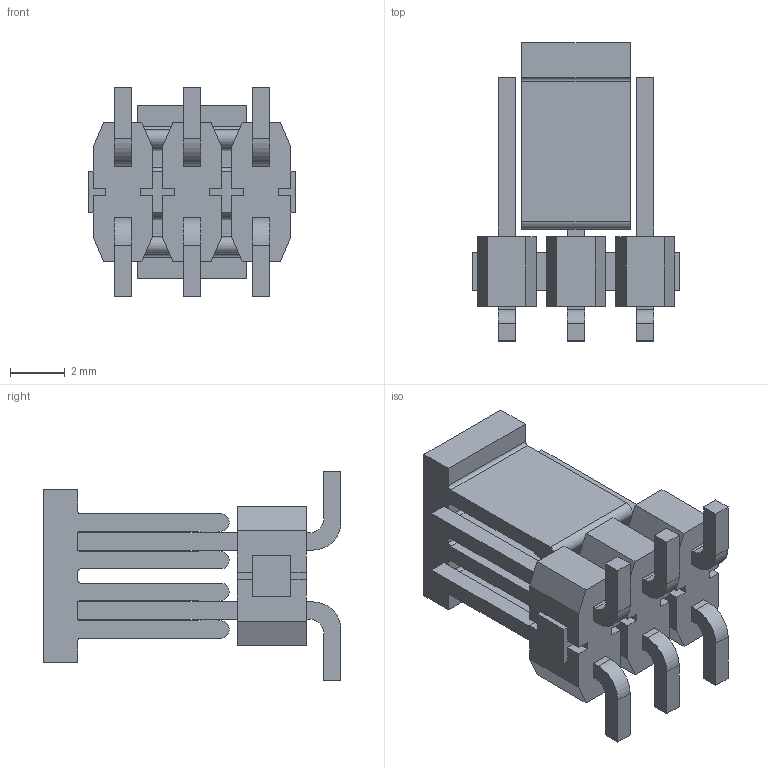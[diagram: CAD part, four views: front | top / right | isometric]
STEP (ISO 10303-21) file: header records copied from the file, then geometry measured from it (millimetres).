
FILE_DESCRIPTION(/* description */ ('STEP AP214'),/* implementation_level */ '2;1');
FILE_NAME(/* name */ 'TSM-103-01-SM-DV-P-TR',/* time_stamp */ '2024-01-18T23:09:52+01:00',/* author */ ('License CC BY-ND 4.0'),/* organization */ ('CADENAS'),/* preprocessor_version */ 'ST-DEVELOPER v19.3',/* originating_system */ 'PARTsolutions',/* authorisation */ ' ');
FILE_SCHEMA (('AUTOMOTIVE_DESIGN {1 0 10303 214 3 1 1}'));
Length unit declared in the file: inch
Products named in the file (4): TSM-103-01-SM-DV-P-TR; T-1S6-16(-01-3-DV); PPP-06-01-3--DV; TSM-103-01-DV_body
Assembly tree (3 placements, depth 2):
  TSM-103-01-SM-DV-P-TR
    T-1S6-16(-01-3-DV)
    PPP-06-01-3--DV
    TSM-103-01-DV_body
Bounding box: 7.62 x 10.92 x 7.7 mm (x, y, z)
Volume: 191.7 mm3; surface area: 674.3 mm2
Topology: 3 solids, 3 shells, 242 faces, 708 edges, 472 vertices
Faces by surface type: plane 214, cylinder 28
Entity records: 8037 total; most frequent: CARTESIAN_POINT 1426, ORIENTED_EDGE 1416, DIRECTION 1256, EDGE_CURVE 708, LINE 652, VECTOR 652, VERTEX_POINT 472, AXIS2_PLACEMENT_3D 302
